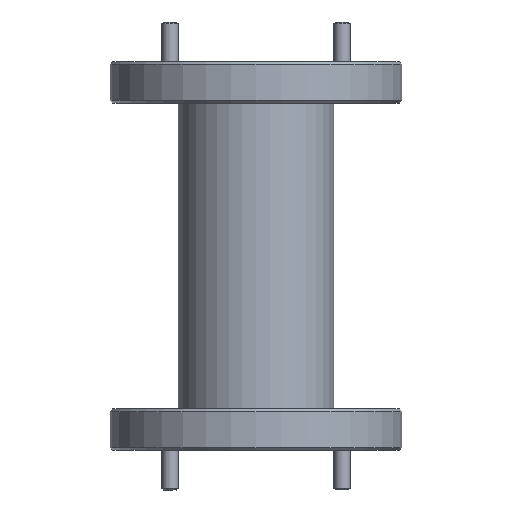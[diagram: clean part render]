
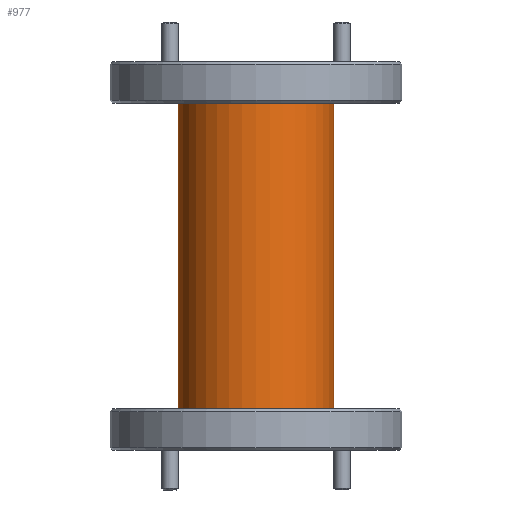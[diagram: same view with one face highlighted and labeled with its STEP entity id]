
A CAD part, front view. The second image highlights one B-rep face of the part: STEP entity #977.
In plain terms, the highlighted cylindrical face has radius 7.62 mm (diameter 15.24 mm), a partial arc.
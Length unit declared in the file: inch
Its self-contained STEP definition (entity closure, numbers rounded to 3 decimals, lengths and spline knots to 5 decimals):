
#626 = EDGE_LOOP ( 'NONE', ( #5489, #3830, #2328, #5891 ) ) ;
#688 = LINE ( 'NONE', #6402, #693 ) ;
#693 = VECTOR ( 'NONE', #4088, 39.37008 ) ;
#870 = FACE_OUTER_BOUND ( 'NONE', #626, .T. ) ;
#936 = DIRECTION ( 'NONE',  ( -1., 0., 0. ) ) ;
#977 = ADVANCED_FACE ( 'NONE', ( #870 ), #3685, .T. ) ;
#1430 = EDGE_CURVE ( 'NONE', #2255, #1891, #3113, .T. ) ;
#1583 = DIRECTION ( 'NONE',  ( 0., 0., -1. ) ) ;
#1810 = DIRECTION ( 'NONE',  ( 0., 0., -1. ) ) ;
#1891 = VERTEX_POINT ( 'NONE', #4897 ) ;
#2255 = VERTEX_POINT ( 'NONE', #5093 ) ;
#2328 = ORIENTED_EDGE ( 'NONE', *, *, #5322, .T. ) ;
#2341 = EDGE_CURVE ( 'NONE', #3699, #4982, #4315, .T. ) ;
#2913 = CARTESIAN_POINT ( 'NONE',  ( 0.3, 0., 0.59 ) ) ;
#3113 = CIRCLE ( 'NONE', #3610, 0.3 ) ;
#3430 = DIRECTION ( 'NONE',  ( 0., 0., 1. ) ) ;
#3610 = AXIS2_PLACEMENT_3D ( 'NONE', #6462, #3430, #5219 ) ;
#3664 = DIRECTION ( 'NONE',  ( -1., 0., 0. ) ) ;
#3685 = CYLINDRICAL_SURFACE ( 'NONE', #5921, 0.3 ) ;
#3699 = VERTEX_POINT ( 'NONE', #6006 ) ;
#3830 = ORIENTED_EDGE ( 'NONE', *, *, #1430, .F. ) ;
#3924 = LINE ( 'NONE', #2913, #7439 ) ;
#3951 = AXIS2_PLACEMENT_3D ( 'NONE', #4759, #5397, #3664 ) ;
#4088 = DIRECTION ( 'NONE',  ( 0., 0., -1. ) ) ;
#4315 = CIRCLE ( 'NONE', #3951, 0.3 ) ;
#4759 = CARTESIAN_POINT ( 'NONE',  ( 0., 0., -0.59 ) ) ;
#4897 = CARTESIAN_POINT ( 'NONE',  ( 0.3, 0., 0.59 ) ) ;
#4982 = VERTEX_POINT ( 'NONE', #5063 ) ;
#5063 = CARTESIAN_POINT ( 'NONE',  ( -0.3, 0., -0.59 ) ) ;
#5093 = CARTESIAN_POINT ( 'NONE',  ( -0.3, 0., 0.59 ) ) ;
#5219 = DIRECTION ( 'NONE',  ( 1., 0., 0. ) ) ;
#5322 = EDGE_CURVE ( 'NONE', #2255, #4982, #688, .T. ) ;
#5397 = DIRECTION ( 'NONE',  ( 0., 0., -1. ) ) ;
#5489 = ORIENTED_EDGE ( 'NONE', *, *, #5662, .F. ) ;
#5662 = EDGE_CURVE ( 'NONE', #1891, #3699, #3924, .T. ) ;
#5891 = ORIENTED_EDGE ( 'NONE', *, *, #2341, .F. ) ;
#5921 = AXIS2_PLACEMENT_3D ( 'NONE', #6805, #1583, #936 ) ;
#6006 = CARTESIAN_POINT ( 'NONE',  ( 0.3, 0., -0.59 ) ) ;
#6402 = CARTESIAN_POINT ( 'NONE',  ( -0.3, 0., 0.59 ) ) ;
#6462 = CARTESIAN_POINT ( 'NONE',  ( 0., 0., 0.59 ) ) ;
#6805 = CARTESIAN_POINT ( 'NONE',  ( 0., 0., 0.59 ) ) ;
#7439 = VECTOR ( 'NONE', #1810, 39.37008 ) ;
